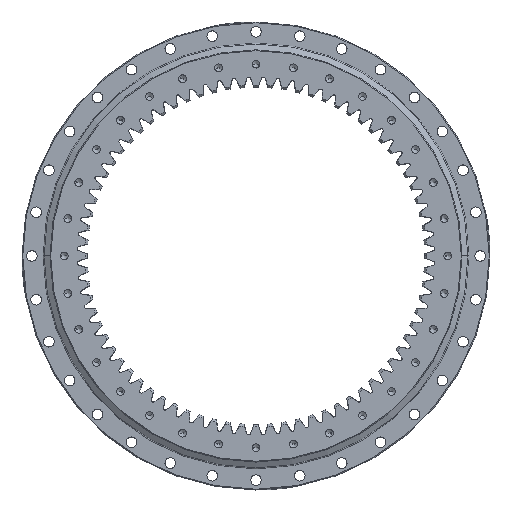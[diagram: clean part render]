
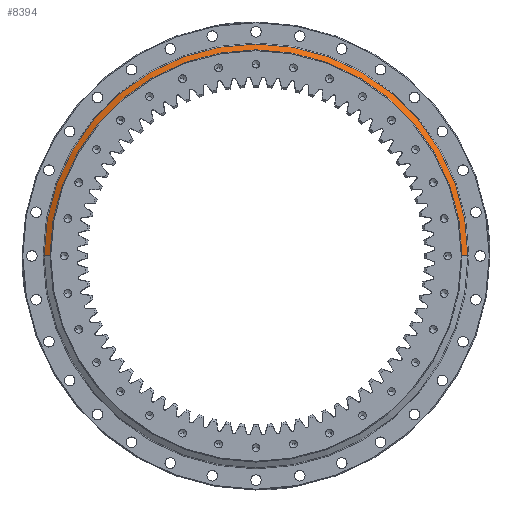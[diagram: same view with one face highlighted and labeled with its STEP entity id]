
A CAD part, top view. The second image highlights one B-rep face of the part: STEP entity #8394.
In plain terms, the highlighted conical face has half-angle 58.57 degrees and reference radius 271.25 mm.
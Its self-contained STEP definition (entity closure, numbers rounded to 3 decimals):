
#1941 = VERTEX_POINT ( 'NONE', #7831 ) ;
#2565 = LINE ( 'NONE', #7722, #11466 ) ;
#4162 = ORIENTED_EDGE ( 'NONE', *, *, #15873, .T. ) ;
#4466 = CARTESIAN_POINT ( 'NONE',  ( 264.25, -2.61, 0. ) ) ;
#4689 = CARTESIAN_POINT ( 'NONE',  ( 264.25, 2., -271.25 ) ) ;
#4743 = CARTESIAN_POINT ( 'NONE',  ( 264.25, 2., 0. ) ) ;
#5162 = CARTESIAN_POINT ( 'NONE',  ( 264.25, 2., 271.25 ) ) ;
#7286 = DIRECTION ( 'NONE',  ( 0., 0., -1. ) ) ;
#7544 = DIRECTION ( 'NONE',  ( 0., 0., -1. ) ) ;
#7722 = CARTESIAN_POINT ( 'NONE',  ( 264.25, 2., -271.25 ) ) ;
#7831 = CARTESIAN_POINT ( 'NONE',  ( 264.25, -2.61, 278.794 ) ) ;
#8394 = ADVANCED_FACE ( 'NONE', ( #22432 ), #29078, .T. ) ;
#9397 = EDGE_LOOP ( 'NONE', ( #14211, #4162, #32308, #11185 ) ) ;
#10834 = DIRECTION ( 'NONE',  ( 0., 0., -1. ) ) ;
#11185 = ORIENTED_EDGE ( 'NONE', *, *, #26239, .F. ) ;
#11342 = EDGE_CURVE ( 'NONE', #36360, #15730, #21392, .T. ) ;
#11466 = VECTOR ( 'NONE', #35937, 1000. ) ;
#13534 = DIRECTION ( 'NONE',  ( 0., -1., 0. ) ) ;
#14211 = ORIENTED_EDGE ( 'NONE', *, *, #11342, .T. ) ;
#14328 = VERTEX_POINT ( 'NONE', #25168 ) ;
#15730 = VERTEX_POINT ( 'NONE', #5162 ) ;
#15760 = AXIS2_PLACEMENT_3D ( 'NONE', #4466, #24228, #7286 ) ;
#15873 = EDGE_CURVE ( 'NONE', #15730, #1941, #31343, .T. ) ;
#17099 = CARTESIAN_POINT ( 'NONE',  ( 264.25, 2., 271.25 ) ) ;
#17803 = EDGE_CURVE ( 'NONE', #14328, #1941, #34309, .T. ) ;
#19928 = DIRECTION ( 'NONE',  ( 0., -0.521, 0.853 ) ) ;
#21392 = CIRCLE ( 'NONE', #35570, 271.25 ) ;
#22432 = FACE_OUTER_BOUND ( 'NONE', #9397, .T. ) ;
#24228 = DIRECTION ( 'NONE',  ( 0., -1., 0. ) ) ;
#24499 = DIRECTION ( 'NONE',  ( 0., -1., 0. ) ) ;
#24941 = CARTESIAN_POINT ( 'NONE',  ( 264.25, 2., 0. ) ) ;
#25168 = CARTESIAN_POINT ( 'NONE',  ( 264.25, -2.61, -278.794 ) ) ;
#26239 = EDGE_CURVE ( 'NONE', #36360, #14328, #2565, .T. ) ;
#29078 = CONICAL_SURFACE ( 'NONE', #35323, 271.25, 1.022 ) ;
#30439 = VECTOR ( 'NONE', #19928, 1000. ) ;
#31343 = LINE ( 'NONE', #17099, #30439 ) ;
#32308 = ORIENTED_EDGE ( 'NONE', *, *, #17803, .F. ) ;
#34309 = CIRCLE ( 'NONE', #15760, 278.794 ) ;
#35323 = AXIS2_PLACEMENT_3D ( 'NONE', #24941, #13534, #10834 ) ;
#35570 = AXIS2_PLACEMENT_3D ( 'NONE', #4743, #24499, #7544 ) ;
#35937 = DIRECTION ( 'NONE',  ( 0., -0.521, -0.853 ) ) ;
#36360 = VERTEX_POINT ( 'NONE', #4689 ) ;
